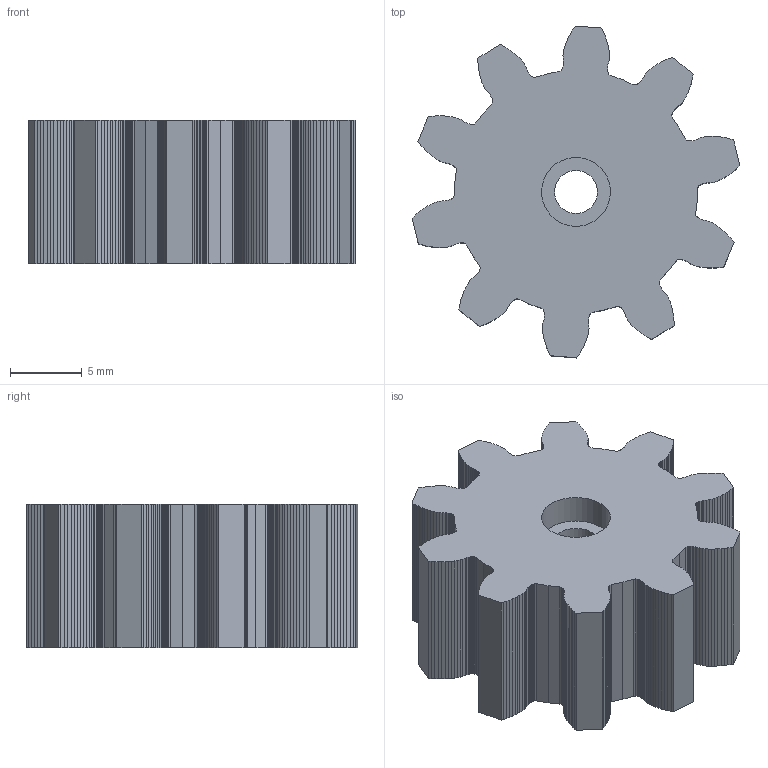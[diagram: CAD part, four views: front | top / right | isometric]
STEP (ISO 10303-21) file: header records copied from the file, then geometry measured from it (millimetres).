
FILE_DESCRIPTION(/* description */ (''),/* implementation_level */ '2;1');
FILE_NAME(/* name */ 'Рейка_шестерня_2.stp',/* time_stamp */ '2024-01-23T21:45:10+03:00',/* author */ ('К'),/* organization */ (''),/* preprocessor_version */ 'ST-DEVELOPER v18.1',/* originating_system */ 'Autodesk Inventor 2022',/* authorisation */ '');
FILE_SCHEMA (('AUTOMOTIVE_DESIGN { 1 0 10303 214 3 1 1 }'));
Length unit declared in the file: millimetre
Products named in the file (1): Рейка_шестерня_
2
Bounding box: 22.84 x 23.13 x 10 mm (x, y, z)
Volume: 2950.3 mm3; surface area: 1821.9 mm2
Topology: 1 solids, 1 shells, 457 faces, 1359 edges, 906 vertices
Faces by surface type: plane 454, cylinder 3
Full cylindrical faces by diameter (mm): 3 x1, 4.8 x1, 6 x1
Entity records: 15044 total; most frequent: CARTESIAN_POINT 2723, ORIENTED_EDGE 2718, DIRECTION 2281, EDGE_CURVE 1359, LINE 1353, VECTOR 1353, VERTEX_POINT 906, AXIS2_PLACEMENT_3D 464
